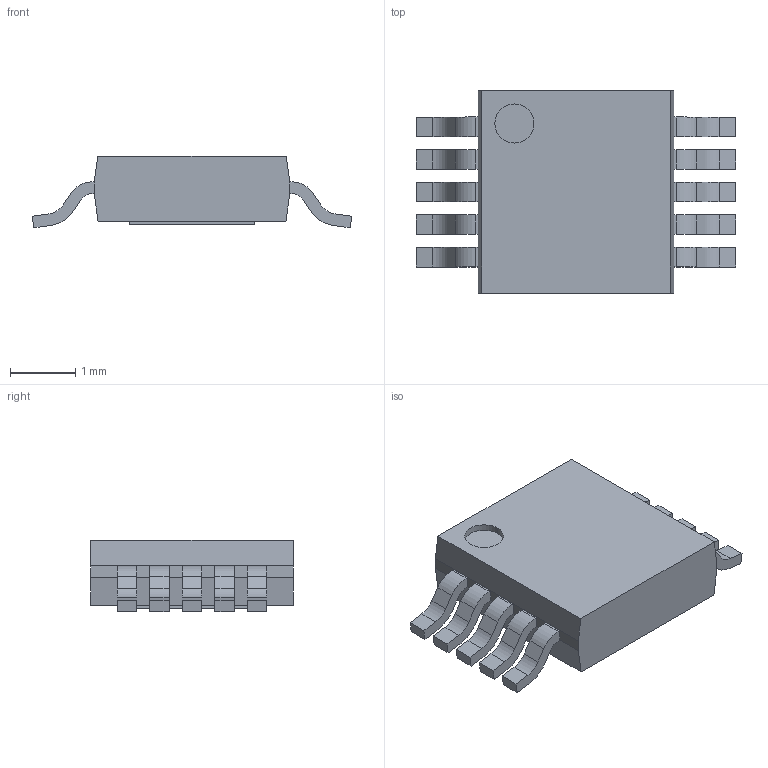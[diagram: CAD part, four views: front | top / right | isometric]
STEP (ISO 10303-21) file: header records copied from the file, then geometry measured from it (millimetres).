
FILE_DESCRIPTION((''),'2;1');
FILE_NAME('SOP50P490X110-11N-R193X215.stp','2013-02-26T10:14:10',(''),(''),'Mechanical Desktop 2011','Mechanical Desktop 2011',', , ');
FILE_SCHEMA(('AUTOMOTIVE_DESIGN { 1 2 10303 214 1 1 1 1 }'));
Length unit declared in the file: millimetre
Products named in the file (1): Product
Bounding box: 4.9 x 3.1 x 1.1 mm (x, y, z)
Volume: 9.9 mm3; surface area: 51 mm2
Topology: 12 solids, 12 shells, 159 faces, 402 edges, 268 vertices
Faces by surface type: plane 111, cylinder 42, bspline 6
Entity records: 4801 total; most frequent: CARTESIAN_POINT 848, ORIENTED_EDGE 804, DIRECTION 794, EDGE_CURVE 402, VECTOR 318, LINE 318, VERTEX_POINT 268, AXIS2_PLACEMENT_3D 238
